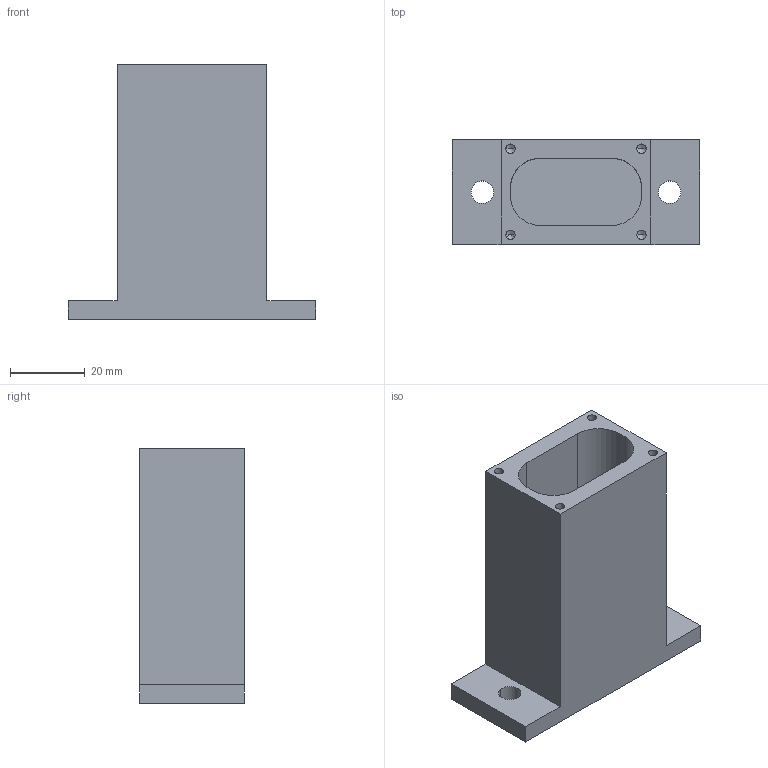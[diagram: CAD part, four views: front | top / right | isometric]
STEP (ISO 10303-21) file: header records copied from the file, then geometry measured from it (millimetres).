
FILE_DESCRIPTION(('STEP AP214'),'1');
FILE_NAME('export.stp','2019-12-23T08:21:11',(' '),(' '),'Spatial InterOp 3D',' ',' ');
FILE_SCHEMA(('automotive_design'));
Length unit declared in the file: millimetre
Products named in the file (1): 1
Bounding box: 66 x 28 x 68 mm (x, y, z)
Volume: 44675 mm3; surface area: 19234.6 mm2
Topology: 1 solids, 1 shells, 41 faces, 106 edges, 64 vertices
Faces by surface type: cylinder 18, plane 15, cone 8
Entity records: 1670 total; most frequent: DIRECTION 218, CARTESIAN_POINT 204, ORIENTED_EDGE 196, EDGE_CURVE 98, AXIS2_PLACEMENT_3D 78, STYLED_ITEM 64, PRESENTATION_STYLE_ASSIGNMENT 64, VERTEX_POINT 64
